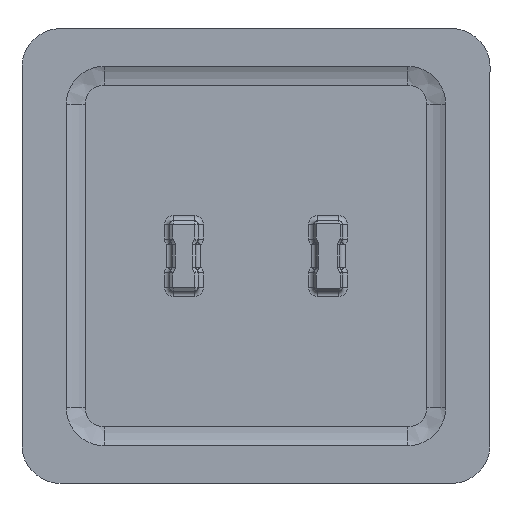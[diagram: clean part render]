
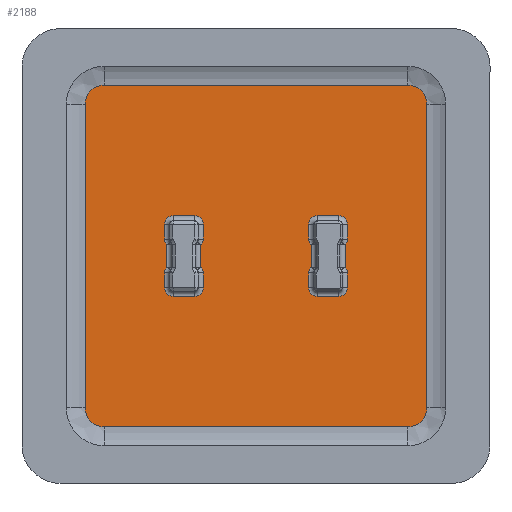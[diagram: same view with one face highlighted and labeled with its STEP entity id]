
A CAD part, front view. The second image highlights one B-rep face of the part: STEP entity #2188.
In plain terms, the highlighted face is planar.
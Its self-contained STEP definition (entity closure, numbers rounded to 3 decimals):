
#125=PLANE('',#2382);
#180=FACE_OUTER_BOUND('',#331,.T.);
#331=EDGE_LOOP('',(#1512,#1513,#1514,#1515,#1516,#1517,#1518,#1519));
#471=LINE('',#3339,#636);
#474=LINE('',#3376,#639);
#475=LINE('',#3379,#640);
#477=LINE('',#3412,#642);
#636=VECTOR('',#2633,10.);
#639=VECTOR('',#2654,10.);
#640=VECTOR('',#2657,10.);
#642=VECTOR('',#2675,10.);
#805=CIRCLE('',#2361,0.752);
#806=CIRCLE('',#2362,0.752);
#813=CIRCLE('',#2371,0.752);
#814=CIRCLE('',#2372,0.752);
#933=VERTEX_POINT('',#3335);
#935=VERTEX_POINT('',#3338);
#938=VERTEX_POINT('',#3354);
#939=VERTEX_POINT('',#3366);
#942=VERTEX_POINT('',#3374);
#943=VERTEX_POINT('',#3378);
#946=VERTEX_POINT('',#3394);
#947=VERTEX_POINT('',#3406);
#1126=EDGE_CURVE('',#933,#935,#471,.T.);
#1131=EDGE_CURVE('',#933,#938,#805,.T.);
#1132=EDGE_CURVE('',#939,#935,#806,.T.);
#1137=EDGE_CURVE('',#942,#938,#474,.T.);
#1138=EDGE_CURVE('',#939,#943,#475,.T.);
#1143=EDGE_CURVE('',#942,#946,#813,.T.);
#1144=EDGE_CURVE('',#947,#943,#814,.T.);
#1147=EDGE_CURVE('',#947,#946,#477,.T.);
#1512=ORIENTED_EDGE('',*,*,#1126,.F.);
#1513=ORIENTED_EDGE('',*,*,#1131,.T.);
#1514=ORIENTED_EDGE('',*,*,#1137,.F.);
#1515=ORIENTED_EDGE('',*,*,#1143,.T.);
#1516=ORIENTED_EDGE('',*,*,#1147,.F.);
#1517=ORIENTED_EDGE('',*,*,#1144,.T.);
#1518=ORIENTED_EDGE('',*,*,#1138,.F.);
#1519=ORIENTED_EDGE('',*,*,#1132,.T.);
#2188=ADVANCED_FACE('',(#180),#125,.T.);
#2361=AXIS2_PLACEMENT_3D('',#3356,#2641,#2642);
#2362=AXIS2_PLACEMENT_3D('',#3367,#2643,#2644);
#2371=AXIS2_PLACEMENT_3D('',#3396,#2665,#2666);
#2372=AXIS2_PLACEMENT_3D('',#3407,#2667,#2668);
#2382=AXIS2_PLACEMENT_3D('',#3437,#2696,#2697);
#2633=DIRECTION('',(1.,0.,0.));
#2641=DIRECTION('center_axis',(0.,0.,1.));
#2642=DIRECTION('ref_axis',(1.,0.,0.));
#2643=DIRECTION('center_axis',(0.,0.,1.));
#2644=DIRECTION('ref_axis',(1.,0.,0.));
#2654=DIRECTION('',(0.,1.,0.));
#2657=DIRECTION('',(0.,-1.,0.));
#2665=DIRECTION('center_axis',(0.,0.,1.));
#2666=DIRECTION('ref_axis',(1.,0.,0.));
#2667=DIRECTION('center_axis',(0.,0.,1.));
#2668=DIRECTION('ref_axis',(1.,0.,0.));
#2675=DIRECTION('',(-1.,0.,0.));
#2696=DIRECTION('center_axis',(0.,0.,1.));
#2697=DIRECTION('ref_axis',(1.,0.,0.));
#3335=CARTESIAN_POINT('',(-6.,-23.248,0.));
#3338=CARTESIAN_POINT('',(6.,-23.248,0.));
#3339=CARTESIAN_POINT('',(3.75,-23.248,0.));
#3354=CARTESIAN_POINT('',(-6.752,-24.,0.));
#3356=CARTESIAN_POINT('Origin',(-6.,-24.,0.));
#3366=CARTESIAN_POINT('',(6.752,-24.,0.));
#3367=CARTESIAN_POINT('Origin',(6.,-24.,0.));
#3374=CARTESIAN_POINT('',(-6.752,-36.,0.));
#3376=CARTESIAN_POINT('',(-6.752,-21.75,0.));
#3378=CARTESIAN_POINT('',(6.752,-36.,0.));
#3379=CARTESIAN_POINT('',(6.752,-29.25,0.));
#3394=CARTESIAN_POINT('',(-6.,-36.752,0.));
#3396=CARTESIAN_POINT('Origin',(-6.,-36.,0.));
#3406=CARTESIAN_POINT('',(6.,-36.752,0.));
#3407=CARTESIAN_POINT('Origin',(6.,-36.,0.));
#3412=CARTESIAN_POINT('',(-3.75,-36.752,0.));
#3437=CARTESIAN_POINT('Origin',(0.,-30.,0.));
